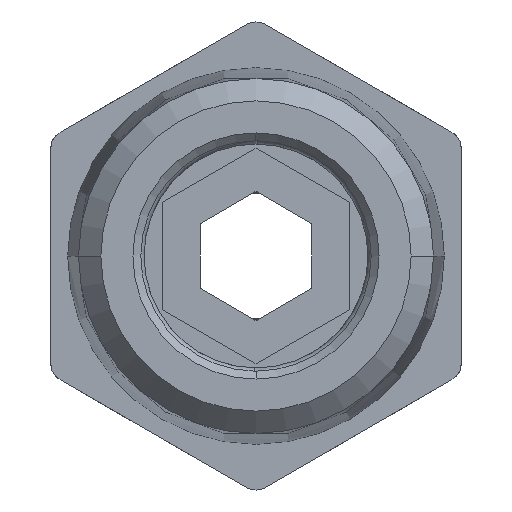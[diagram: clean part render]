
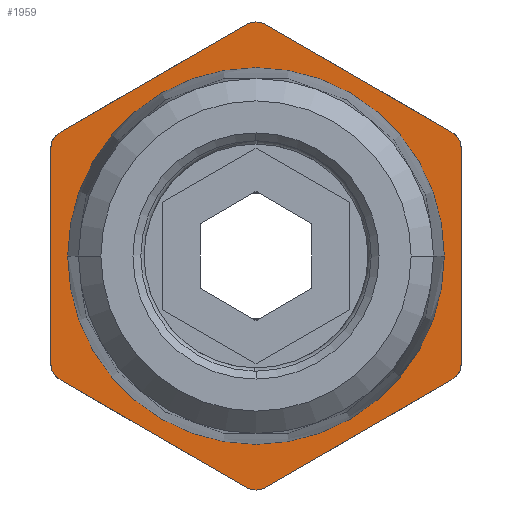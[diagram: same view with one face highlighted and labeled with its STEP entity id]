
A CAD part, front view. The second image highlights one B-rep face of the part: STEP entity #1959.
In plain terms, the highlighted planar face has unit normal (0, -1, 0).
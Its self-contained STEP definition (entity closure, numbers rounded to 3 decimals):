
#1959=ADVANCED_FACE('',(#4123,#4124),#4125,.F.);
#4123=FACE_OUTER_BOUND('',#8408,.T.);
#4124=FACE_BOUND('',#8409,.T.);
#4125=PLANE('',#8410);
#8408=EDGE_LOOP('',(#14489,#14490,#14491,#14492,#14493,#14494,#14495,#14496,#14497,#14498,#14499,#14500));
#8409=EDGE_LOOP('',(#14501,#14502));
#8410=AXIS2_PLACEMENT_3D('',#14503,#14504,#14505);
#14489=ORIENTED_EDGE('',*,*,#17830,.T.);
#14490=ORIENTED_EDGE('',*,*,#18722,.F.);
#14491=ORIENTED_EDGE('',*,*,#16897,.T.);
#14492=ORIENTED_EDGE('',*,*,#18723,.F.);
#14493=ORIENTED_EDGE('',*,*,#18724,.T.);
#14494=ORIENTED_EDGE('',*,*,#18306,.F.);
#14495=ORIENTED_EDGE('',*,*,#18669,.T.);
#14496=ORIENTED_EDGE('',*,*,#18725,.F.);
#14497=ORIENTED_EDGE('',*,*,#16498,.T.);
#14498=ORIENTED_EDGE('',*,*,#17224,.F.);
#14499=ORIENTED_EDGE('',*,*,#18726,.T.);
#14500=ORIENTED_EDGE('',*,*,#18727,.F.);
#14501=ORIENTED_EDGE('',*,*,#18728,.F.);
#14502=ORIENTED_EDGE('',*,*,#18258,.F.);
#14503=CARTESIAN_POINT('',(0.0,0.0,0.0));
#14504=DIRECTION('',(0.0,1.0,0.0));
#14505=DIRECTION('',(1.0,0.0,-0.0));
#16498=EDGE_CURVE('',#19450,#19451,#19452,.T.);
#16897=EDGE_CURVE('',#20142,#20143,#20144,.T.);
#17224=EDGE_CURVE('',#20691,#19451,#20693,.T.);
#17830=EDGE_CURVE('',#21604,#21605,#21606,.T.);
#18258=EDGE_CURVE('',#22188,#22190,#22191,.T.);
#18306=EDGE_CURVE('',#22249,#22251,#22252,.T.);
#18669=EDGE_CURVE('',#22249,#22710,#22711,.T.);
#18722=EDGE_CURVE('',#20142,#21605,#22774,.T.);
#18723=EDGE_CURVE('',#22775,#20143,#22776,.T.);
#18724=EDGE_CURVE('',#22775,#22251,#22777,.T.);
#18725=EDGE_CURVE('',#19450,#22710,#22778,.T.);
#18726=EDGE_CURVE('',#20691,#22779,#22780,.T.);
#18727=EDGE_CURVE('',#21604,#22779,#22781,.T.);
#18728=EDGE_CURVE('',#22190,#22188,#22782,.T.);
#19450=VERTEX_POINT('',#23880);
#19451=VERTEX_POINT('',#23881);
#19452=CIRCLE('',#23882,0.5);
#20142=VERTEX_POINT('',#25127);
#20143=VERTEX_POINT('',#25128);
#20144=CIRCLE('',#25129,0.5);
#20691=VERTEX_POINT('',#26021);
#20693=LINE('',#26024,#26025);
#21604=VERTEX_POINT('',#27664);
#21605=VERTEX_POINT('',#27665);
#21606=CIRCLE('',#27666,0.5);
#22188=VERTEX_POINT('',#28670);
#22190=VERTEX_POINT('',#28673);
#22191=CIRCLE('',#28674,5.048);
#22249=VERTEX_POINT('',#28790);
#22251=VERTEX_POINT('',#28793);
#22252=LINE('',#28794,#28795);
#22710=VERTEX_POINT('',#29646);
#22711=CIRCLE('',#29647,0.5);
#22774=LINE('',#29734,#29735);
#22775=VERTEX_POINT('',#29736);
#22776=LINE('',#29737,#29738);
#22777=CIRCLE('',#29739,0.5);
#22778=LINE('',#29740,#29741);
#22779=VERTEX_POINT('',#29742);
#22780=CIRCLE('',#29743,0.5);
#22781=LINE('',#29744,#29745);
#22782=CIRCLE('',#29746,5.048);
#23880=CARTESIAN_POINT('',(-5.25,0.0,3.32));
#23881=CARTESIAN_POINT('',(-5.5,0.0,2.887));
#23882=AXIS2_PLACEMENT_3D('',#30510,#30511,#30512);
#25127=CARTESIAN_POINT('',(5.25,0.0,-3.32));
#25128=CARTESIAN_POINT('',(5.5,0.0,-2.887));
#25129=AXIS2_PLACEMENT_3D('',#31033,#31034,#31035);
#26021=CARTESIAN_POINT('',(-5.5,0.0,-2.887));
#26024=CARTESIAN_POINT('',(-5.5,0.0,-2.887));
#26025=VECTOR('',#31489,5.774);
#27664=CARTESIAN_POINT('',(-0.25,0.0,-6.207));
#27665=CARTESIAN_POINT('',(0.25,0.0,-6.207));
#27666=AXIS2_PLACEMENT_3D('',#32134,#32135,#32136);
#28670=CARTESIAN_POINT('',(5.048,0.,0.));
#28673=CARTESIAN_POINT('',(-5.048,0.0,0.0));
#28674=AXIS2_PLACEMENT_3D('',#32613,#32614,#32615);
#28790=CARTESIAN_POINT('',(0.25,0.0,6.207));
#28793=CARTESIAN_POINT('',(5.25,0.0,3.32));
#28794=CARTESIAN_POINT('',(0.25,0.0,6.207));
#28795=VECTOR('',#32670,5.774);
#29646=CARTESIAN_POINT('',(-0.25,0.0,6.207));
#29647=AXIS2_PLACEMENT_3D('',#33069,#33070,#33071);
#29734=CARTESIAN_POINT('',(5.25,0.0,-3.32));
#29735=VECTOR('',#33132,5.774);
#29736=CARTESIAN_POINT('',(5.5,0.0,2.887));
#29737=CARTESIAN_POINT('',(5.5,0.0,2.887));
#29738=VECTOR('',#33133,5.774);
#29739=AXIS2_PLACEMENT_3D('',#33134,#33135,#33136);
#29740=CARTESIAN_POINT('',(-5.25,0.0,3.32));
#29741=VECTOR('',#33137,5.774);
#29742=CARTESIAN_POINT('',(-5.25,0.0,-3.32));
#29743=AXIS2_PLACEMENT_3D('',#33138,#33139,#33140);
#29744=CARTESIAN_POINT('',(-0.25,0.0,-6.207));
#29745=VECTOR('',#33141,5.774);
#29746=AXIS2_PLACEMENT_3D('',#33142,#33143,#33144);
#30510=CARTESIAN_POINT('',(-5.0,0.0,2.887));
#30511=DIRECTION('',(0.0,-1.0,0.0));
#30512=DIRECTION('',(-0.5,0.0,0.866));
#31033=CARTESIAN_POINT('',(5.0,0.0,-2.887));
#31034=DIRECTION('',(0.0,-1.0,0.0));
#31035=DIRECTION('',(0.5,0.0,-0.866));
#31489=DIRECTION('',(0.0,0.0,1.0));
#32134=CARTESIAN_POINT('',(0.0,0.0,-5.774));
#32135=DIRECTION('',(0.0,-1.0,-0.0));
#32136=DIRECTION('',(-0.5,0.0,-0.866));
#32613=CARTESIAN_POINT('',(0.0,0.,0.0));
#32614=DIRECTION('',(0.0,-1.0,0.0));
#32615=DIRECTION('',(1.0,0.0,0.0));
#32670=DIRECTION('',(0.866,0.0,-0.5));
#33069=CARTESIAN_POINT('',(0.0,0.0,5.774));
#33070=DIRECTION('',(0.0,-1.0,0.0));
#33071=DIRECTION('',(0.5,0.0,0.866));
#33132=DIRECTION('',(-0.866,0.0,-0.5));
#33133=DIRECTION('',(0.0,0.0,-1.0));
#33134=CARTESIAN_POINT('',(5.0,0.0,2.887));
#33135=DIRECTION('',(0.0,-1.0,0.0));
#33136=DIRECTION('',(1.0,0.0,0.0));
#33137=DIRECTION('',(0.866,0.0,0.5));
#33138=CARTESIAN_POINT('',(-5.0,0.0,-2.887));
#33139=DIRECTION('',(0.0,-1.0,0.0));
#33140=DIRECTION('',(-1.0,0.0,0.0));
#33141=DIRECTION('',(-0.866,0.0,0.5));
#33142=CARTESIAN_POINT('',(0.0,0.,0.0));
#33143=DIRECTION('',(0.0,-1.0,0.0));
#33144=DIRECTION('',(1.0,0.0,0.0));
